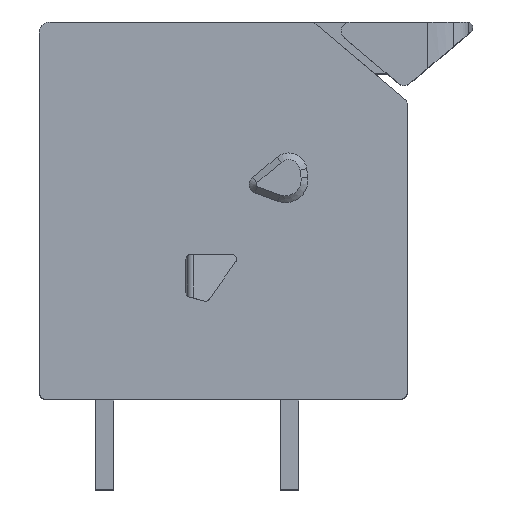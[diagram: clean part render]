
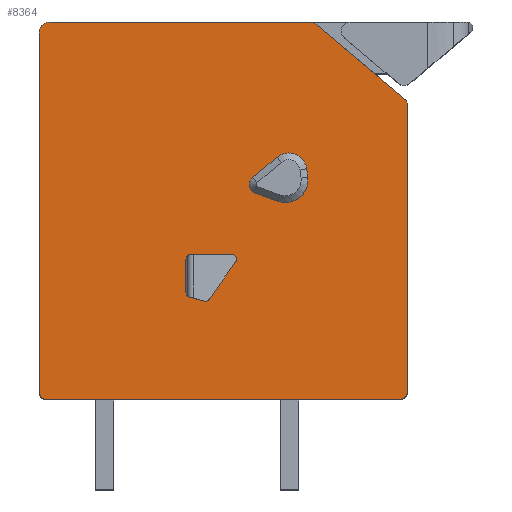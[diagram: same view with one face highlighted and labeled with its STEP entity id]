
A CAD part, top view. The second image highlights one B-rep face of the part: STEP entity #8364.
In plain terms, the highlighted planar face has unit normal (0, 0, 1).
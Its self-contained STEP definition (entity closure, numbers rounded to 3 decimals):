
#116=CIRCLE('',#8784,0.2);
#117=CIRCLE('',#8788,0.2);
#119=CIRCLE('',#8792,0.3);
#120=CIRCLE('',#8793,0.3);
#121=CIRCLE('',#8794,0.3);
#122=CIRCLE('',#8795,0.5);
#123=CIRCLE('',#8796,0.3);
#124=CIRCLE('',#8797,0.2);
#125=CIRCLE('',#8798,0.2);
#126=CIRCLE('',#8799,0.4);
#127=CIRCLE('',#8800,0.8);
#128=CIRCLE('',#8801,1.);
#513=LINE('',#11446,#1133);
#584=LINE('',#11675,#1204);
#588=LINE('',#11687,#1208);
#592=LINE('',#11699,#1212);
#594=LINE('',#11705,#1214);
#595=LINE('',#11711,#1215);
#596=LINE('',#11715,#1216);
#597=LINE('',#11719,#1217);
#598=LINE('',#11722,#1218);
#599=LINE('',#11730,#1219);
#600=LINE('',#11734,#1220);
#601=LINE('',#11738,#1221);
#1133=VECTOR('',#9505,1000.);
#1204=VECTOR('',#9622,1000.);
#1208=VECTOR('',#9634,1000.);
#1212=VECTOR('',#9646,1000.);
#1214=VECTOR('',#9652,1000.);
#1215=VECTOR('',#9657,1000.);
#1216=VECTOR('',#9660,1000.);
#1217=VECTOR('',#9663,1000.);
#1218=VECTOR('',#9666,1000.);
#1219=VECTOR('',#9673,1000.);
#1220=VECTOR('',#9676,1000.);
#1221=VECTOR('',#9679,1000.);
#1958=ORIENTED_EDGE('',*,*,#3778,.T.);
#1959=ORIENTED_EDGE('',*,*,#3779,.T.);
#1960=ORIENTED_EDGE('',*,*,#3664,.T.);
#1961=ORIENTED_EDGE('',*,*,#3780,.T.);
#1962=ORIENTED_EDGE('',*,*,#3781,.T.);
#1963=ORIENTED_EDGE('',*,*,#3782,.T.);
#1964=ORIENTED_EDGE('',*,*,#3783,.T.);
#1965=ORIENTED_EDGE('',*,*,#3784,.T.);
#1966=ORIENTED_EDGE('',*,*,#3785,.T.);
#1967=ORIENTED_EDGE('',*,*,#3786,.T.);
#1968=ORIENTED_EDGE('',*,*,#3787,.F.);
#1969=ORIENTED_EDGE('',*,*,#3788,.F.);
#1970=ORIENTED_EDGE('',*,*,#3775,.F.);
#1971=ORIENTED_EDGE('',*,*,#3772,.F.);
#1972=ORIENTED_EDGE('',*,*,#3769,.F.);
#1973=ORIENTED_EDGE('',*,*,#3766,.F.);
#1974=ORIENTED_EDGE('',*,*,#3763,.F.);
#1975=ORIENTED_EDGE('',*,*,#3789,.F.);
#1976=ORIENTED_EDGE('',*,*,#3790,.F.);
#1977=ORIENTED_EDGE('',*,*,#3791,.F.);
#1978=ORIENTED_EDGE('',*,*,#3792,.F.);
#1979=ORIENTED_EDGE('',*,*,#3793,.F.);
#1980=ORIENTED_EDGE('',*,*,#3794,.F.);
#1981=ORIENTED_EDGE('',*,*,#3795,.F.);
#3664=EDGE_CURVE('',#4564,#4567,#513,.T.);
#3763=EDGE_CURVE('',#4666,#4667,#584,.T.);
#3766=EDGE_CURVE('',#4667,#4669,#116,.T.);
#3769=EDGE_CURVE('',#4669,#4671,#588,.T.);
#3772=EDGE_CURVE('',#4671,#4673,#117,.T.);
#3775=EDGE_CURVE('',#4673,#4675,#592,.T.);
#3778=EDGE_CURVE('',#4677,#4678,#594,.T.);
#3779=EDGE_CURVE('',#4678,#4564,#119,.T.);
#3780=EDGE_CURVE('',#4567,#4679,#120,.T.);
#3781=EDGE_CURVE('',#4679,#4680,#595,.T.);
#3782=EDGE_CURVE('',#4680,#4681,#121,.T.);
#3783=EDGE_CURVE('',#4681,#4682,#596,.T.);
#3784=EDGE_CURVE('',#4682,#4683,#122,.T.);
#3785=EDGE_CURVE('',#4683,#4684,#597,.T.);
#3786=EDGE_CURVE('',#4684,#4677,#123,.T.);
#3787=EDGE_CURVE('',#4685,#4686,#598,.T.);
#3788=EDGE_CURVE('',#4675,#4685,#124,.T.);
#3789=EDGE_CURVE('',#4686,#4666,#125,.T.);
#3790=EDGE_CURVE('',#4687,#4688,#126,.T.);
#3791=EDGE_CURVE('',#4689,#4687,#599,.T.);
#3792=EDGE_CURVE('',#4690,#4689,#127,.T.);
#3793=EDGE_CURVE('',#4691,#4690,#600,.T.);
#3794=EDGE_CURVE('',#4692,#4691,#128,.T.);
#3795=EDGE_CURVE('',#4688,#4692,#601,.T.);
#4564=VERTEX_POINT('',#11440);
#4567=VERTEX_POINT('',#11445);
#4666=VERTEX_POINT('',#11674);
#4667=VERTEX_POINT('',#11676);
#4669=VERTEX_POINT('',#11682);
#4671=VERTEX_POINT('',#11688);
#4673=VERTEX_POINT('',#11694);
#4675=VERTEX_POINT('',#11700);
#4677=VERTEX_POINT('',#11706);
#4678=VERTEX_POINT('',#11707);
#4679=VERTEX_POINT('',#11710);
#4680=VERTEX_POINT('',#11712);
#4681=VERTEX_POINT('',#11714);
#4682=VERTEX_POINT('',#11716);
#4683=VERTEX_POINT('',#11718);
#4684=VERTEX_POINT('',#11720);
#4685=VERTEX_POINT('',#11723);
#4686=VERTEX_POINT('',#11724);
#4687=VERTEX_POINT('',#11728);
#4688=VERTEX_POINT('',#11729);
#4689=VERTEX_POINT('',#11731);
#4690=VERTEX_POINT('',#11733);
#4691=VERTEX_POINT('',#11735);
#4692=VERTEX_POINT('',#11737);
#5083=EDGE_LOOP('',(#1958,#1959,#1960,#1961,#1962,#1963,#1964,#1965,#1966,
#1967));
#5084=EDGE_LOOP('',(#1968,#1969,#1970,#1971,#1972,#1973,#1974,#1975));
#5085=EDGE_LOOP('',(#1976,#1977,#1978,#1979,#1980,#1981));
#5435=FACE_BOUND('',#5083,.T.);
#5436=FACE_BOUND('',#5084,.T.);
#5437=FACE_BOUND('',#5085,.T.);
#5773=PLANE('',#8791);
#8364=ADVANCED_FACE('',(#5435,#5436,#5437),#5773,.T.);
#8784=AXIS2_PLACEMENT_3D('',#11681,#9628,#9629);
#8788=AXIS2_PLACEMENT_3D('',#11693,#9640,#9641);
#8791=AXIS2_PLACEMENT_3D('',#11704,#9650,#9651);
#8792=AXIS2_PLACEMENT_3D('',#11708,#9653,#9654);
#8793=AXIS2_PLACEMENT_3D('',#11709,#9655,#9656);
#8794=AXIS2_PLACEMENT_3D('',#11713,#9658,#9659);
#8795=AXIS2_PLACEMENT_3D('',#11717,#9661,#9662);
#8796=AXIS2_PLACEMENT_3D('',#11721,#9664,#9665);
#8797=AXIS2_PLACEMENT_3D('',#11725,#9667,#9668);
#8798=AXIS2_PLACEMENT_3D('',#11726,#9669,#9670);
#8799=AXIS2_PLACEMENT_3D('',#11727,#9671,#9672);
#8800=AXIS2_PLACEMENT_3D('',#11732,#9674,#9675);
#8801=AXIS2_PLACEMENT_3D('',#11736,#9677,#9678);
#9505=DIRECTION('',(0.,1.,0.));
#9622=DIRECTION('',(0.966,-0.259,0.));
#9628=DIRECTION('',(0.,0.,1.));
#9629=DIRECTION('',(1.,0.,0.));
#9634=DIRECTION('',(0.574,0.819,0.));
#9640=DIRECTION('',(0.,0.,1.));
#9641=DIRECTION('',(1.,0.,0.));
#9646=DIRECTION('',(-1.,0.,0.));
#9650=DIRECTION('',(0.,0.,1.));
#9651=DIRECTION('',(1.,0.,0.));
#9652=DIRECTION('',(1.,0.,0.));
#9653=DIRECTION('',(0.,0.,1.));
#9654=DIRECTION('',(1.,0.,0.));
#9655=DIRECTION('',(0.,0.,1.));
#9656=DIRECTION('',(1.,0.,0.));
#9657=DIRECTION('',(-0.766,0.643,0.));
#9658=DIRECTION('',(0.,0.,1.));
#9659=DIRECTION('',(1.,0.,0.));
#9660=DIRECTION('',(-1.,0.,0.));
#9661=DIRECTION('',(0.,0.,1.));
#9662=DIRECTION('',(1.,0.,0.));
#9663=DIRECTION('',(0.,-1.,0.));
#9664=DIRECTION('',(0.,0.,1.));
#9665=DIRECTION('',(1.,0.,0.));
#9666=DIRECTION('',(0.,-1.,0.));
#9667=DIRECTION('',(0.,0.,1.));
#9668=DIRECTION('',(1.,0.,0.));
#9669=DIRECTION('',(0.,0.,1.));
#9670=DIRECTION('',(1.,0.,0.));
#9671=DIRECTION('',(0.,0.,1.));
#9672=DIRECTION('',(1.,0.,0.));
#9673=DIRECTION('',(-0.77,-0.638,0.));
#9674=DIRECTION('',(0.,0.,1.));
#9675=DIRECTION('',(1.,0.,0.));
#9676=DIRECTION('',(-0.128,0.992,0.));
#9677=DIRECTION('',(0.,0.,1.));
#9678=DIRECTION('',(1.,0.,0.));
#9679=DIRECTION('',(0.939,-0.343,0.));
#11440=CARTESIAN_POINT('',(5.2,0.3,15.));
#11445=CARTESIAN_POINT('',(5.2,13.06,15.));
#11446=CARTESIAN_POINT('',(5.2,0.3,15.));
#11674=CARTESIAN_POINT('',(-4.452,4.515,15.));
#11675=CARTESIAN_POINT('',(-4.452,4.515,15.));
#11676=CARTESIAN_POINT('',(-3.785,4.336,15.));
#11681=CARTESIAN_POINT('',(-3.734,4.529,15.));
#11682=CARTESIAN_POINT('',(-3.57,4.415,15.));
#11687=CARTESIAN_POINT('',(-3.57,4.415,15.));
#11688=CARTESIAN_POINT('',(-2.4,6.085,15.));
#11693=CARTESIAN_POINT('',(-2.564,6.2,15.));
#11694=CARTESIAN_POINT('',(-2.564,6.4,15.));
#11699=CARTESIAN_POINT('',(-2.564,6.4,15.));
#11700=CARTESIAN_POINT('',(-4.4,6.4,15.));
#11704=CARTESIAN_POINT('',(-10.6,16.2,15.));
#11705=CARTESIAN_POINT('',(-10.8,0.,15.));
#11706=CARTESIAN_POINT('',(-10.8,0.,15.));
#11707=CARTESIAN_POINT('',(4.9,0.,15.));
#11708=CARTESIAN_POINT('',(4.9,0.3,15.));
#11709=CARTESIAN_POINT('',(4.9,13.06,15.));
#11710=CARTESIAN_POINT('',(5.093,13.29,15.));
#11711=CARTESIAN_POINT('',(5.093,13.29,15.));
#11712=CARTESIAN_POINT('',(1.113,16.63,15.));
#11713=CARTESIAN_POINT('',(0.92,16.4,15.));
#11714=CARTESIAN_POINT('',(0.92,16.7,15.));
#11715=CARTESIAN_POINT('',(0.92,16.7,15.));
#11716=CARTESIAN_POINT('',(-10.6,16.7,15.));
#11717=CARTESIAN_POINT('',(-10.6,16.2,15.));
#11718=CARTESIAN_POINT('',(-11.1,16.2,15.));
#11719=CARTESIAN_POINT('',(-11.1,16.2,15.));
#11720=CARTESIAN_POINT('',(-11.1,0.3,15.));
#11721=CARTESIAN_POINT('',(-10.8,0.3,15.));
#11722=CARTESIAN_POINT('',(-4.6,6.2,15.));
#11723=CARTESIAN_POINT('',(-4.6,6.2,15.));
#11724=CARTESIAN_POINT('',(-4.6,4.708,15.));
#11725=CARTESIAN_POINT('',(-4.4,6.2,15.));
#11726=CARTESIAN_POINT('',(-4.4,4.708,15.));
#11727=CARTESIAN_POINT('',(-1.4,9.5,15.));
#11728=CARTESIAN_POINT('',(-1.655,9.808,15.));
#11729=CARTESIAN_POINT('',(-1.537,9.124,15.));
#11730=CARTESIAN_POINT('',(-0.561,10.716,15.));
#11731=CARTESIAN_POINT('',(-0.561,10.716,15.));
#11732=CARTESIAN_POINT('',(-0.05,10.1,15.));
#11733=CARTESIAN_POINT('',(0.743,10.202,15.));
#11734=CARTESIAN_POINT('',(0.792,9.828,15.));
#11735=CARTESIAN_POINT('',(0.792,9.828,15.));
#11736=CARTESIAN_POINT('',(-0.2,9.7,15.));
#11737=CARTESIAN_POINT('',(-0.543,8.761,15.));
#11738=CARTESIAN_POINT('',(-1.537,9.124,15.));
